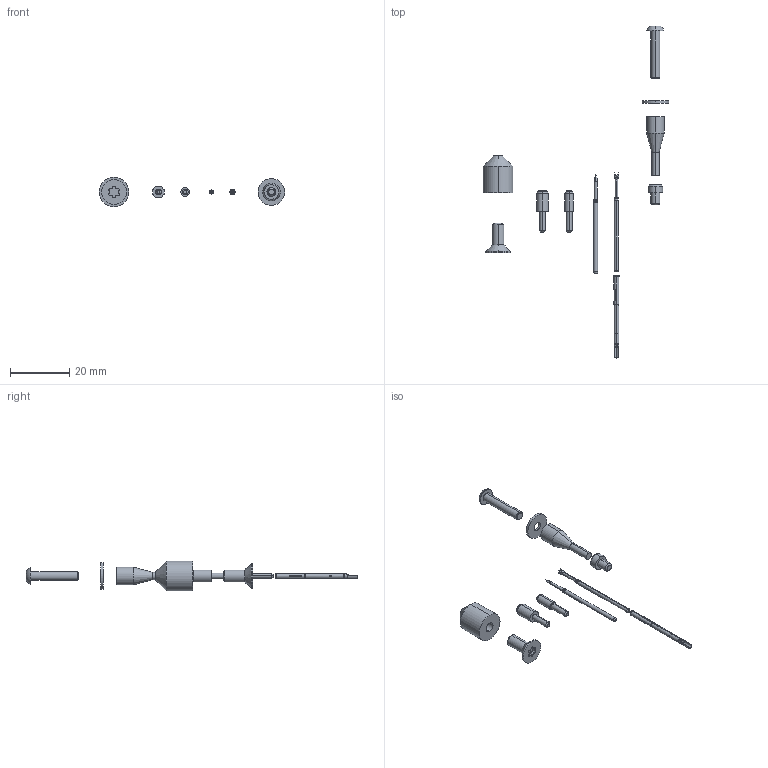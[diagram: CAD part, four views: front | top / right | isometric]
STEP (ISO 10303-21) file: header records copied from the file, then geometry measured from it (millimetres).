
FILE_DESCRIPTION (( 'STEP AP214' ), '1' );
FILE_NAME ('29070~0.STEP', '2020-03-23T11:09:23', ( '' ), ( '' ), 'SwSTEP 2.0', 'SolidWorks 2018', '' );
FILE_SCHEMA (( 'AUTOMOTIVE_DESIGN' ));
Length unit declared in the file: millimetre
Products named in the file (12): GKS-100-0003~-g-k-s_S; 3161~5; FSVA7~-f-s-v-a_FS-2,90; 21628~0; FSVA7~-f-s-v-a_FS-4,00; 22661~0; 29070~0; DIN7991~n_M04,0x010; KS-100-Master~-k-s_KS-100 30 05; ISO7380~n_M03,0x016; GKS-100214150Axx00-Dummy~0; 9286~0
Assembly tree (11 placements, depth 2):
  29070~0
    3161~5
    21628~0
    22661~0
    FSVA7~-f-s-v-a_FS-4,00
    FSVA7~-f-s-v-a_FS-2,90
    KS-100-Master~-k-s_KS-100 30 05
    GKS-100-0003~-g-k-s_S
    GKS-100214150Axx00-Dummy~0
    9286~0
    ISO7380~n_M03,0x016
    DIN7991~n_M04,0x010
Bounding box: 62.66 x 112.15 x 10 mm (x, y, z)
Volume: 1705.9 mm3; surface area: 2450.6 mm2
Topology: 15 solids, 15 shells, 254 faces, 549 edges, 338 vertices
Faces by surface type: cylinder 125, plane 62, cone 33, torus 31, bspline 3
Entity records: 7980 total; most frequent: CARTESIAN_POINT 1667, DIRECTION 1305, ORIENTED_EDGE 1090, AXIS2_PLACEMENT_3D 558, EDGE_CURVE 545, VERTEX_POINT 338, CIRCLE 293, EDGE_LOOP 275
